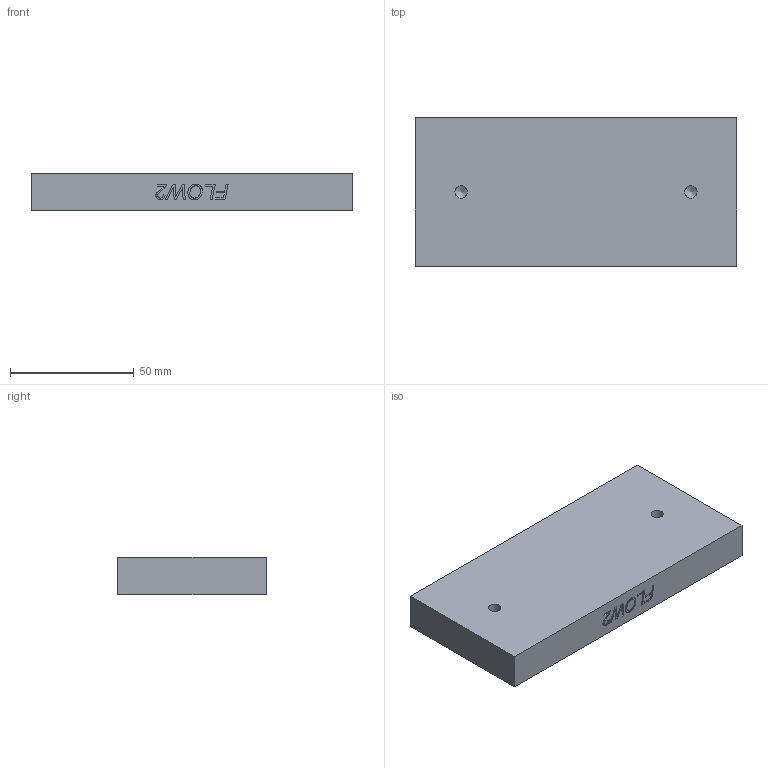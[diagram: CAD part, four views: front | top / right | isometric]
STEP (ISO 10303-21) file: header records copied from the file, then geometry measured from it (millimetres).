
FILE_DESCRIPTION(/* description */ ('Unknown'),/* implementation_level */ '2;1');
FILE_NAME(/* name */ 'flow2-0F-Basic',/* time_stamp */ '2017-07-10T13:29:44+02:00',/* author */ ('Unknown'),/* organization */ ('Unknown'),/* preprocessor_version */ 'ST-DEVELOPER v16.7',/* originating_system */ 'DEX',/* authorisation */ $);
FILE_SCHEMA (('AUTOMOTIVE_DESIGN {1 0 10303 214 3 1 1}'));
Length unit declared in the file: millimetre
Products named in the file (1): flow2-0F-Basic
Bounding box: 130 x 60 x 15 mm (x, y, z)
Volume: 116401.5 mm3; surface area: 21875.5 mm2
Topology: 1 solids, 1 shells, 59 faces, 151 edges, 100 vertices
Faces by surface type: plane 39, bspline 10, cylinder 6, cone 4
Full cylindrical faces by diameter (mm): 3.242 x4, 5 x2
Entity records: 2684 total; most frequent: CARTESIAN_POINT 961, ORIENTED_EDGE 262, DIRECTION 221, EDGE_CURVE 131, LINE 101, VECTOR 101, VERTEX_POINT 96, FACE_BOUND 81
